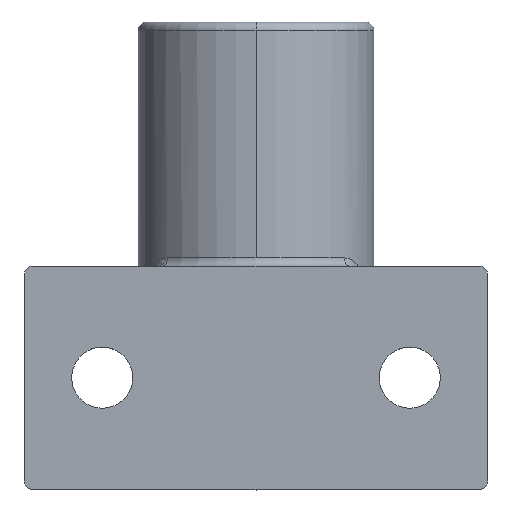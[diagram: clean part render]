
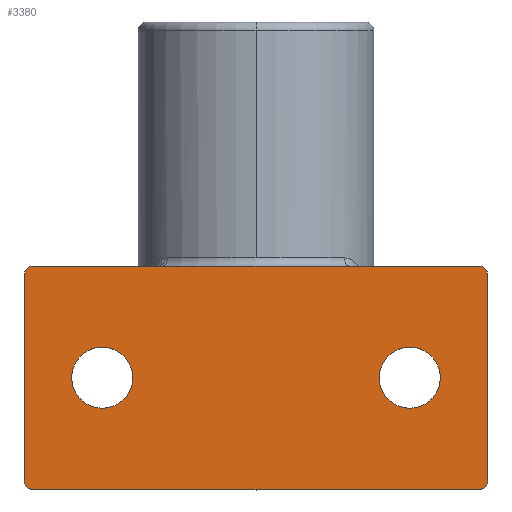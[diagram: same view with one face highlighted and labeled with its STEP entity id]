
A CAD part, top view. The second image highlights one B-rep face of the part: STEP entity #3380.
In plain terms, the highlighted planar face has unit normal (0, 0, 1).
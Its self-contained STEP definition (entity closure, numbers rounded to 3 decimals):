
#27 = DIRECTION ( 'NONE',  ( 1., 0., 0. ) ) ;
#73 = CIRCLE ( 'NONE', #409, 2. ) ;
#117 = FACE_BOUND ( 'NONE', #3421, .T. ) ;
#176 = VERTEX_POINT ( 'NONE', #2298 ) ;
#284 = VERTEX_POINT ( 'NONE', #2573 ) ;
#369 = EDGE_CURVE ( 'NONE', #379, #4078, #1557, .T. ) ;
#379 = VERTEX_POINT ( 'NONE', #4673 ) ;
#385 = CARTESIAN_POINT ( 'NONE',  ( 36.5, 0., 8. ) ) ;
#409 = AXIS2_PLACEMENT_3D ( 'NONE', #5036, #5035, #5031 ) ;
#422 = DIRECTION ( 'NONE',  ( 0., 0., 1. ) ) ;
#431 = EDGE_CURVE ( 'NONE', #284, #711, #3680, .T. ) ;
#439 = DIRECTION ( 'NONE',  ( 0., -1., 0. ) ) ;
#546 = EDGE_CURVE ( 'NONE', #711, #379, #2906, .T. ) ;
#549 = VERTEX_POINT ( 'NONE', #3014 ) ;
#568 = DIRECTION ( 'NONE',  ( -1., 0., 0. ) ) ;
#585 = CARTESIAN_POINT ( 'NONE',  ( 55., 24.5, 8. ) ) ;
#594 = CARTESIAN_POINT ( 'NONE',  ( -55., 26.5, 8. ) ) ;
#711 = VERTEX_POINT ( 'NONE', #5476 ) ;
#770 = CARTESIAN_POINT ( 'NONE',  ( 53., -26.5, 8. ) ) ;
#857 = CARTESIAN_POINT ( 'NONE',  ( -55., 26.5, 8. ) ) ;
#947 = CARTESIAN_POINT ( 'NONE',  ( 53., 26.5, 8. ) ) ;
#1004 = CARTESIAN_POINT ( 'NONE',  ( -36.5, 0., 8. ) ) ;
#1018 = DIRECTION ( 'NONE',  ( 1., 0., 0. ) ) ;
#1020 = DIRECTION ( 'NONE',  ( 0., 0., 1. ) ) ;
#1057 = CARTESIAN_POINT ( 'NONE',  ( -55., -26.5, 8. ) ) ;
#1062 = CARTESIAN_POINT ( 'NONE',  ( 43.75, 0., 8. ) ) ;
#1081 = ORIENTED_EDGE ( 'NONE', *, *, #2922, .T. ) ;
#1134 = CIRCLE ( 'NONE', #3630, 7.25 ) ;
#1207 = CARTESIAN_POINT ( 'NONE',  ( 55., 26.5, 8. ) ) ;
#1224 = DIRECTION ( 'NONE',  ( 0., 1., 0. ) ) ;
#1287 = AXIS2_PLACEMENT_3D ( 'NONE', #5396, #5379, #5384 ) ;
#1320 = VERTEX_POINT ( 'NONE', #3578 ) ;
#1336 = ORIENTED_EDGE ( 'NONE', *, *, #2745, .F. ) ;
#1374 = CIRCLE ( 'NONE', #3493, 2. ) ;
#1521 = FACE_BOUND ( 'NONE', #3394, .T. ) ;
#1557 = LINE ( 'NONE', #1057, #3831 ) ;
#1926 = PLANE ( 'NONE',  #4483 ) ;
#1948 = AXIS2_PLACEMENT_3D ( 'NONE', #385, #5495, #5571 ) ;
#2157 = VERTEX_POINT ( 'NONE', #4506 ) ;
#2241 = AXIS2_PLACEMENT_3D ( 'NONE', #5492, #5440, #4536 ) ;
#2246 = AXIS2_PLACEMENT_3D ( 'NONE', #2657, #2656, #2668 ) ;
#2298 = CARTESIAN_POINT ( 'NONE',  ( 29.25, 0., 8. ) ) ;
#2305 = CARTESIAN_POINT ( 'NONE',  ( -36.5, 0., 8. ) ) ;
#2317 = DIRECTION ( 'NONE',  ( 1., 0., 0. ) ) ;
#2321 = DIRECTION ( 'NONE',  ( 0., 0., 1. ) ) ;
#2407 = ORIENTED_EDGE ( 'NONE', *, *, #4662, .T. ) ;
#2533 = EDGE_LOOP ( 'NONE', ( #3830, #4220, #4393, #2407, #1081, #3195, #3973, #4003 ) ) ;
#2573 = CARTESIAN_POINT ( 'NONE',  ( -55., 24.5, 8. ) ) ;
#2620 = EDGE_CURVE ( 'NONE', #2157, #3096, #5488, .T. ) ;
#2651 = AXIS2_PLACEMENT_3D ( 'NONE', #1004, #1020, #1018 ) ;
#2656 = DIRECTION ( 'NONE',  ( 0., 0., 1. ) ) ;
#2657 = CARTESIAN_POINT ( 'NONE',  ( -53., -24.5, 8. ) ) ;
#2668 = DIRECTION ( 'NONE',  ( 1., 0., 0. ) ) ;
#2723 = DIRECTION ( 'NONE',  ( 1., 0., 0. ) ) ;
#2745 = EDGE_CURVE ( 'NONE', #5028, #1320, #2750, .T. ) ;
#2750 = CIRCLE ( 'NONE', #2651, 7.25 ) ;
#2785 = VERTEX_POINT ( 'NONE', #1062 ) ;
#2798 = VECTOR ( 'NONE', #568, 1000. ) ;
#2812 = VERTEX_POINT ( 'NONE', #947 ) ;
#2906 = CIRCLE ( 'NONE', #2246, 2. ) ;
#2922 = EDGE_CURVE ( 'NONE', #2812, #549, #4420, .T. ) ;
#3014 = CARTESIAN_POINT ( 'NONE',  ( -53., 26.5, 8. ) ) ;
#3096 = VERTEX_POINT ( 'NONE', #585 ) ;
#3195 = ORIENTED_EDGE ( 'NONE', *, *, #3260, .T. ) ;
#3255 = ORIENTED_EDGE ( 'NONE', *, *, #3515, .F. ) ;
#3260 = EDGE_CURVE ( 'NONE', #549, #284, #1374, .T. ) ;
#3380 = ADVANCED_FACE ( 'NONE', ( #117, #5701, #1521 ), #1926, .T. ) ;
#3394 = EDGE_LOOP ( 'NONE', ( #5209, #3255 ) ) ;
#3421 = EDGE_LOOP ( 'NONE', ( #1336, #5182 ) ) ;
#3448 = DIRECTION ( 'NONE',  ( 1., 0., 0. ) ) ;
#3493 = AXIS2_PLACEMENT_3D ( 'NONE', #4863, #422, #27 ) ;
#3515 = EDGE_CURVE ( 'NONE', #2785, #176, #4871, .T. ) ;
#3578 = CARTESIAN_POINT ( 'NONE',  ( -29.25, 0., 8. ) ) ;
#3630 = AXIS2_PLACEMENT_3D ( 'NONE', #2305, #2321, #2317 ) ;
#3680 = LINE ( 'NONE', #857, #4127 ) ;
#3830 = ORIENTED_EDGE ( 'NONE', *, *, #369, .T. ) ;
#3831 = VECTOR ( 'NONE', #3448, 1000. ) ;
#3973 = ORIENTED_EDGE ( 'NONE', *, *, #431, .T. ) ;
#4003 = ORIENTED_EDGE ( 'NONE', *, *, #546, .T. ) ;
#4078 = VERTEX_POINT ( 'NONE', #770 ) ;
#4127 = VECTOR ( 'NONE', #439, 1000. ) ;
#4220 = ORIENTED_EDGE ( 'NONE', *, *, #4930, .T. ) ;
#4393 = ORIENTED_EDGE ( 'NONE', *, *, #2620, .T. ) ;
#4420 = LINE ( 'NONE', #594, #2798 ) ;
#4483 = AXIS2_PLACEMENT_3D ( 'NONE', #5391, #5410, #2723 ) ;
#4506 = CARTESIAN_POINT ( 'NONE',  ( 55., -24.5, 8. ) ) ;
#4517 = CIRCLE ( 'NONE', #1287, 7.25 ) ;
#4536 = DIRECTION ( 'NONE',  ( 1., 0., 0. ) ) ;
#4662 = EDGE_CURVE ( 'NONE', #3096, #2812, #4682, .T. ) ;
#4673 = CARTESIAN_POINT ( 'NONE',  ( -53., -26.5, 8. ) ) ;
#4682 = CIRCLE ( 'NONE', #2241, 2. ) ;
#4779 = EDGE_CURVE ( 'NONE', #176, #2785, #4517, .T. ) ;
#4785 = CARTESIAN_POINT ( 'NONE',  ( -43.75, 0., 8. ) ) ;
#4863 = CARTESIAN_POINT ( 'NONE',  ( -53., 24.5, 8. ) ) ;
#4871 = CIRCLE ( 'NONE', #1948, 7.25 ) ;
#4930 = EDGE_CURVE ( 'NONE', #4078, #2157, #73, .T. ) ;
#4932 = VECTOR ( 'NONE', #1224, 1000. ) ;
#5028 = VERTEX_POINT ( 'NONE', #4785 ) ;
#5031 = DIRECTION ( 'NONE',  ( 1., 0., 0. ) ) ;
#5035 = DIRECTION ( 'NONE',  ( 0., 0., 1. ) ) ;
#5036 = CARTESIAN_POINT ( 'NONE',  ( 53., -24.5, 8. ) ) ;
#5182 = ORIENTED_EDGE ( 'NONE', *, *, #5456, .F. ) ;
#5209 = ORIENTED_EDGE ( 'NONE', *, *, #4779, .F. ) ;
#5379 = DIRECTION ( 'NONE',  ( 0., 0., 1. ) ) ;
#5384 = DIRECTION ( 'NONE',  ( 1., 0., 0. ) ) ;
#5391 = CARTESIAN_POINT ( 'NONE',  ( 0., 0., 8. ) ) ;
#5396 = CARTESIAN_POINT ( 'NONE',  ( 36.5, 0., 8. ) ) ;
#5410 = DIRECTION ( 'NONE',  ( 0., 0., 1. ) ) ;
#5440 = DIRECTION ( 'NONE',  ( 0., 0., 1. ) ) ;
#5456 = EDGE_CURVE ( 'NONE', #1320, #5028, #1134, .T. ) ;
#5476 = CARTESIAN_POINT ( 'NONE',  ( -55., -24.5, 8. ) ) ;
#5488 = LINE ( 'NONE', #1207, #4932 ) ;
#5492 = CARTESIAN_POINT ( 'NONE',  ( 53., 24.5, 8. ) ) ;
#5495 = DIRECTION ( 'NONE',  ( 0., 0., 1. ) ) ;
#5571 = DIRECTION ( 'NONE',  ( 1., 0., 0. ) ) ;
#5701 = FACE_OUTER_BOUND ( 'NONE', #2533, .T. ) ;
